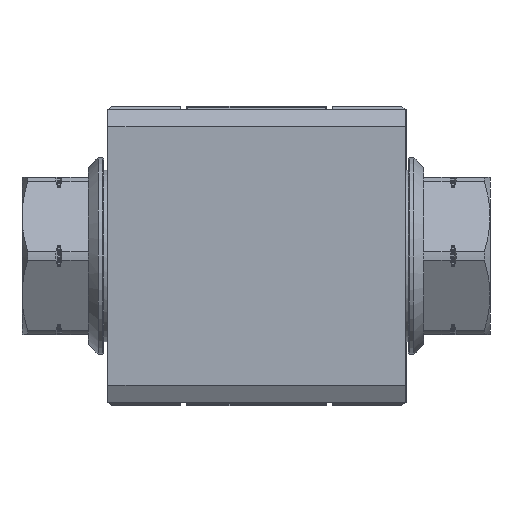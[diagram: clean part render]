
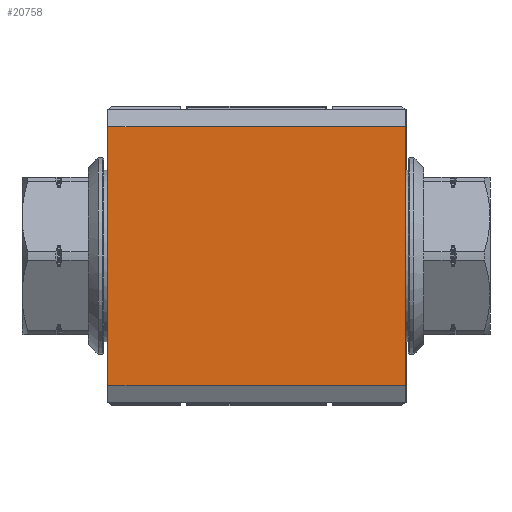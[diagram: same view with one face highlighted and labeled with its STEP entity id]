
A CAD part, front view. The second image highlights one B-rep face of the part: STEP entity #20758.
In plain terms, the highlighted planar face has unit normal (0, -1, 0).
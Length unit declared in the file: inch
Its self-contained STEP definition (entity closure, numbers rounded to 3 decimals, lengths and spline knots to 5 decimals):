
#58 = AXIS2_PLACEMENT_3D ( 'NONE', #38546, #28396, #2512 ) ;
#1812 = EDGE_LOOP ( 'NONE', ( #27135, #37556, #2123, #12913 ) ) ;
#2123 = ORIENTED_EDGE ( 'NONE', *, *, #32047, .F. ) ;
#2512 = DIRECTION ( 'NONE',  ( 0., 0., 1. ) ) ;
#3253 = DIRECTION ( 'NONE',  ( 1., 0., 0. ) ) ;
#4013 = EDGE_CURVE ( 'NONE', #17779, #25490, #22652, .T. ) ;
#5781 = EDGE_CURVE ( 'NONE', #33770, #17779, #23422, .T. ) ;
#6654 = DIRECTION ( 'NONE',  ( 1., 0., 0. ) ) ;
#8761 = FACE_OUTER_BOUND ( 'NONE', #1812, .T. ) ;
#11699 = CARTESIAN_POINT ( 'NONE',  ( -1.19094, -1.27953, -1.03685 ) ) ;
#12913 = ORIENTED_EDGE ( 'NONE', *, *, #5781, .T. ) ;
#13277 = VECTOR ( 'NONE', #29674, 39.37008 ) ;
#13292 = CARTESIAN_POINT ( 'NONE',  ( -1.19094, -1.27953, 0. ) ) ;
#14057 = VECTOR ( 'NONE', #3253, 39.37008 ) ;
#14840 = PLANE ( 'NONE',  #58 ) ;
#16399 = CARTESIAN_POINT ( 'NONE',  ( 1.19094, -1.27953, -1.03685 ) ) ;
#17779 = VERTEX_POINT ( 'NONE', #11699 ) ;
#17928 = LINE ( 'NONE', #25878, #33381 ) ;
#20758 = ADVANCED_FACE ( 'NONE', ( #8761 ), #14840, .F. ) ;
#20812 = CARTESIAN_POINT ( 'NONE',  ( 1.19094, -1.27953, -1.03685 ) ) ;
#22652 = LINE ( 'NONE', #16399, #14057 ) ;
#23051 = LINE ( 'NONE', #36216, #39394 ) ;
#23422 = LINE ( 'NONE', #13292, #13277 ) ;
#24724 = CARTESIAN_POINT ( 'NONE',  ( -1.19094, -1.27953, 1.03685 ) ) ;
#25490 = VERTEX_POINT ( 'NONE', #20812 ) ;
#25878 = CARTESIAN_POINT ( 'NONE',  ( 1.19094, -1.27953, 0. ) ) ;
#26557 = VERTEX_POINT ( 'NONE', #29414 ) ;
#27135 = ORIENTED_EDGE ( 'NONE', *, *, #4013, .T. ) ;
#28396 = DIRECTION ( 'NONE',  ( 0., 1., 0. ) ) ;
#29414 = CARTESIAN_POINT ( 'NONE',  ( 1.19094, -1.27953, 1.03685 ) ) ;
#29674 = DIRECTION ( 'NONE',  ( 0., 0., -1. ) ) ;
#31516 = DIRECTION ( 'NONE',  ( 0., 0., -1. ) ) ;
#32047 = EDGE_CURVE ( 'NONE', #33770, #26557, #23051, .T. ) ;
#33381 = VECTOR ( 'NONE', #31516, 39.37008 ) ;
#33770 = VERTEX_POINT ( 'NONE', #24724 ) ;
#36216 = CARTESIAN_POINT ( 'NONE',  ( 1.19094, -1.27953, 1.03685 ) ) ;
#36758 = EDGE_CURVE ( 'NONE', #26557, #25490, #17928, .T. ) ;
#37556 = ORIENTED_EDGE ( 'NONE', *, *, #36758, .F. ) ;
#38546 = CARTESIAN_POINT ( 'NONE',  ( 1.19094, -1.27953, 1.03685 ) ) ;
#39394 = VECTOR ( 'NONE', #6654, 39.37008 ) ;
